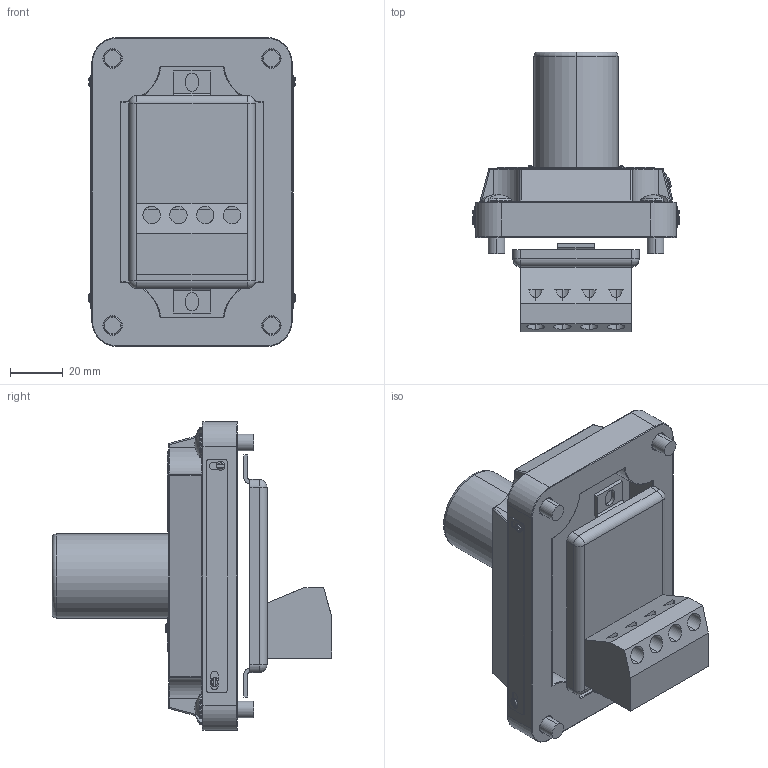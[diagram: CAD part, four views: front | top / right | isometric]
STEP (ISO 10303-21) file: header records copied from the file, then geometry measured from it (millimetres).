
FILE_DESCRIPTION (( 'STEP AP214' ), '1' );
FILE_NAME ('XCS-0K3R6G32A.step', '2016-03-09T20:44:32', ( '' ), ( '' ), 'SwSTEP 2.0', 'SolidWorks 2015', '' );
FILE_SCHEMA (( 'AUTOMOTIVE_DESIGN' ));
Length unit declared in the file: millimetre
Products named in the file (1): XCS-0K3R6G32A
Bounding box: 78.74 x 106.46 x 117.6 mm (x, y, z)
Volume: 229688.4 mm3; surface area: 58343.1 mm2
Topology: 10 solids, 10 shells, 476 faces, 1164 edges, 702 vertices
Faces by surface type: plane 177, cylinder 169, torus 78, bspline 24, cone 16, sphere 12
Entity records: 17507 total; most frequent: CARTESIAN_POINT 3347, DIRECTION 2420, ORIENTED_EDGE 2304, EDGE_CURVE 1152, AXIS2_PLACEMENT_3D 955, VERTEX_POINT 702, EDGE_LOOP 510, VECTOR 510
